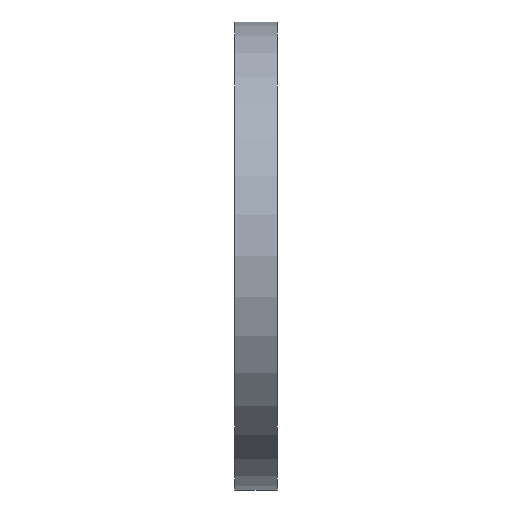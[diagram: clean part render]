
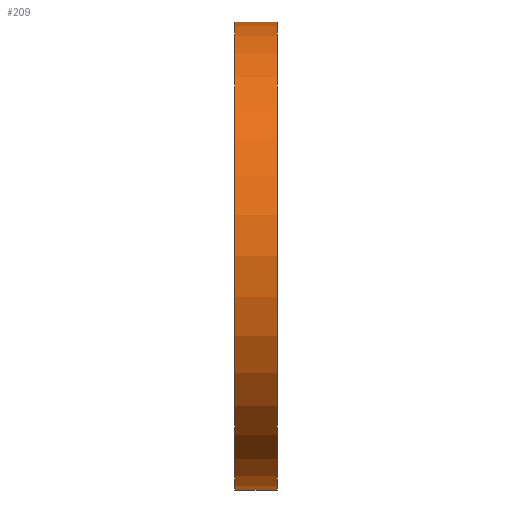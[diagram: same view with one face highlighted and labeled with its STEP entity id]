
A CAD part, left-side view. The second image highlights one B-rep face of the part: STEP entity #209.
In plain terms, the highlighted cylindrical face has radius 110 mm (diameter 220 mm), a partial arc.
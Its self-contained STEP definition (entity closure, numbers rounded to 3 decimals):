
#31 = DIRECTION ( 'NONE',  ( 0., 1., 0. ) ) ;
#90 = DIRECTION ( 'NONE',  ( 0., 1., 0. ) ) ;
#92 = ORIENTED_EDGE ( 'NONE', *, *, #555, .F. ) ;
#97 = CARTESIAN_POINT ( 'NONE',  ( 0., 0., 0. ) ) ;
#139 = EDGE_LOOP ( 'NONE', ( #543, #563, #372, #92 ) ) ;
#162 = CARTESIAN_POINT ( 'NONE',  ( 0., 34.695, 0. ) ) ;
#164 = DIRECTION ( 'NONE',  ( 0., 0., 1. ) ) ;
#172 = DIRECTION ( 'NONE',  ( 0., 1., 0. ) ) ;
#209 = ADVANCED_FACE ( 'NONE', ( #361 ), #564, .T. ) ;
#211 = CARTESIAN_POINT ( 'NONE',  ( 0., 0., -110. ) ) ;
#214 = VERTEX_POINT ( 'NONE', #297 ) ;
#224 = LINE ( 'NONE', #432, #288 ) ;
#226 = AXIS2_PLACEMENT_3D ( 'NONE', #162, #90, #638 ) ;
#230 = CIRCLE ( 'NONE', #745, 110. ) ;
#242 = CIRCLE ( 'NONE', #743, 110. ) ;
#250 = EDGE_CURVE ( 'NONE', #776, #285, #242, .T. ) ;
#285 = VERTEX_POINT ( 'NONE', #643 ) ;
#288 = VECTOR ( 'NONE', #172, 1000. ) ;
#297 = CARTESIAN_POINT ( 'NONE',  ( 0., 20., 110. ) ) ;
#344 = EDGE_CURVE ( 'NONE', #776, #418, #224, .T. ) ;
#361 = FACE_OUTER_BOUND ( 'NONE', #139, .T. ) ;
#365 = DIRECTION ( 'NONE',  ( 0., 1., 0. ) ) ;
#372 = ORIENTED_EDGE ( 'NONE', *, *, #467, .T. ) ;
#418 = VERTEX_POINT ( 'NONE', #444 ) ;
#432 = CARTESIAN_POINT ( 'NONE',  ( 0., 34.695, -110. ) ) ;
#444 = CARTESIAN_POINT ( 'NONE',  ( 0., 20., -110. ) ) ;
#467 = EDGE_CURVE ( 'NONE', #285, #214, #527, .T. ) ;
#527 = LINE ( 'NONE', #800, #529 ) ;
#529 = VECTOR ( 'NONE', #31, 1000. ) ;
#543 = ORIENTED_EDGE ( 'NONE', *, *, #344, .F. ) ;
#555 = EDGE_CURVE ( 'NONE', #418, #214, #230, .T. ) ;
#563 = ORIENTED_EDGE ( 'NONE', *, *, #250, .T. ) ;
#564 = CYLINDRICAL_SURFACE ( 'NONE', #226, 110. ) ;
#638 = DIRECTION ( 'NONE',  ( 0., 0., 1. ) ) ;
#643 = CARTESIAN_POINT ( 'NONE',  ( 0., 0., 110. ) ) ;
#711 = CARTESIAN_POINT ( 'NONE',  ( 0., 20., 0. ) ) ;
#715 = DIRECTION ( 'NONE',  ( 0., 1., 0. ) ) ;
#743 = AXIS2_PLACEMENT_3D ( 'NONE', #97, #715, #164 ) ;
#745 = AXIS2_PLACEMENT_3D ( 'NONE', #711, #365, #869 ) ;
#776 = VERTEX_POINT ( 'NONE', #211 ) ;
#800 = CARTESIAN_POINT ( 'NONE',  ( 0., 34.695, 110. ) ) ;
#869 = DIRECTION ( 'NONE',  ( 0., 0., 1. ) ) ;
